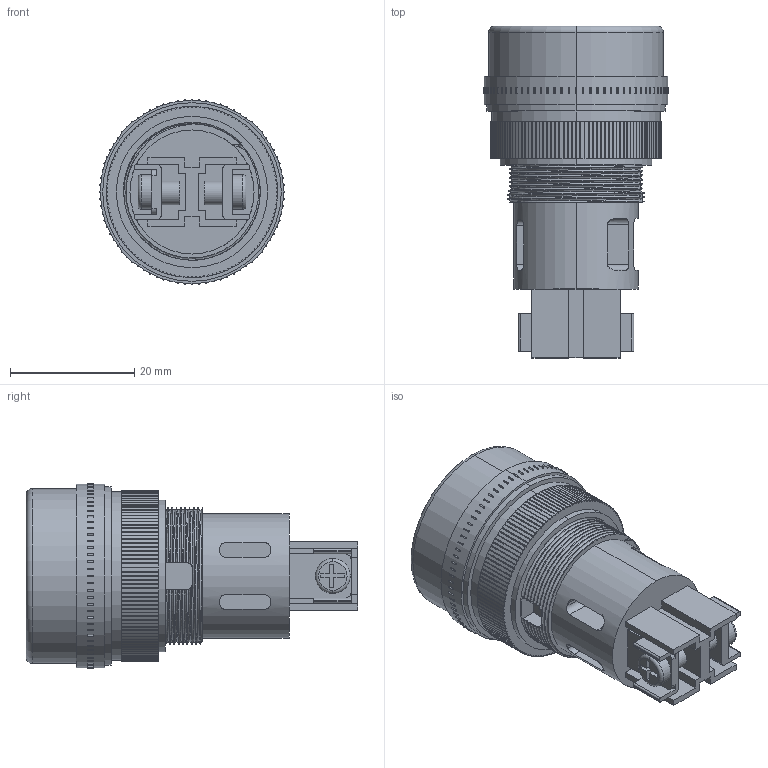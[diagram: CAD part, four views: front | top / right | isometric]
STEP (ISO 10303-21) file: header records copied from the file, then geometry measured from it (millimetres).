
FILE_DESCRIPTION (( 'STEP AP214' ), '1' );
FILE_NAME ('BLS40-ENR-K04 Ëàìïà ENR-22 ñèãíàëüíàÿ d22ìì êðàñíûé íåîí_240Â öèëèíäð ÈÝÊ.STEP', '2018-01-15T10:28:29', ( '' ), ( '' ), 'SwSTEP 2.0', 'SolidWorks 2014', '' );
FILE_SCHEMA (( 'AUTOMOTIVE_DESIGN' ));
Length unit declared in the file: millimetre
Products named in the file (1): BLS40-ENR-K04 Ëàìïà ENR-22 ñèãíàëüíàÿ d22ìì êðàñíûé íåîí_240Â öèëèíäð ÈÝÊ
Bounding box: 29.83 x 53.5 x 29.83 mm (x, y, z)
Volume: 20732.3 mm3; surface area: 7233.2 mm2
Topology: 81 solids, 81 shells, 1077 faces, 2672 edges, 1778 vertices
Faces by surface type: plane 676, cylinder 371, bspline 24, torus 6
Entity records: 52304 total; most frequent: CARTESIAN_POINT 25586, ORIENTED_EDGE 5344, DIRECTION 5331, EDGE_CURVE 2672, LINE 1829, VECTOR 1829, VERTEX_POINT 1778, AXIS2_PLACEMENT_3D 1751
